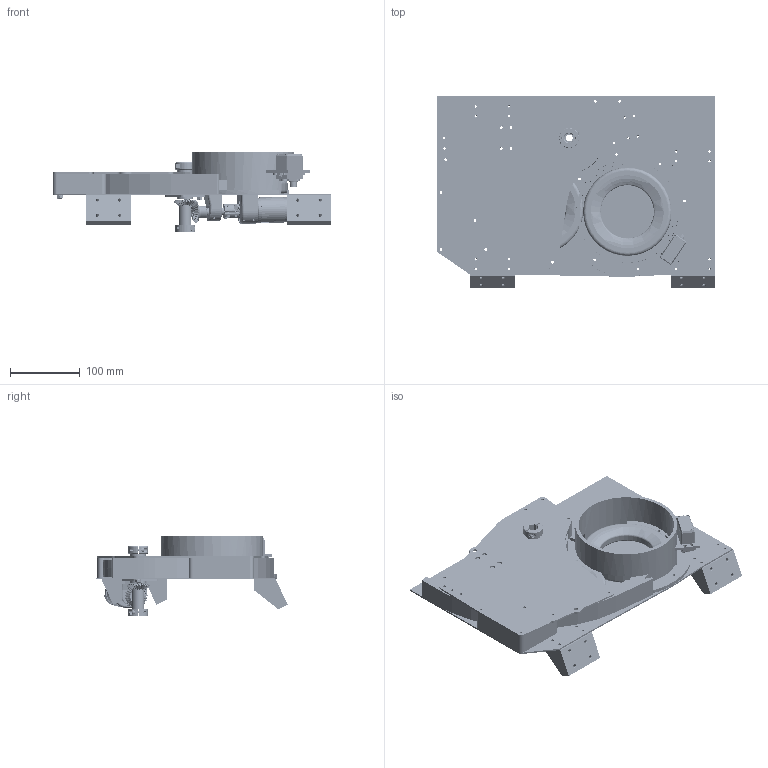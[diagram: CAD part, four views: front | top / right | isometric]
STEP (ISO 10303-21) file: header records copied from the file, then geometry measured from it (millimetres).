
FILE_DESCRIPTION(/* description */ (''),/* implementation_level */ '2;1');
FILE_NAME(/* name */ 'curved shooter plate v61.step',/* time_stamp */ '2021-10-13T23:31:30-05:00',/* author */ (''),/* organization */ (''),/* preprocessor_version */ 'ST-DEVELOPER v18.1',/* originating_system */ 'Autodesk Translation Framework v10.10.0.1391',/* authorisation */ '');
FILE_SCHEMA (('AUTOMOTIVE_DESIGN { 1 0 10303 214 3 1 1 }'));
Length unit declared in the file: millimetre
Products named in the file (37): curved shooter plate; bottom plate; bearing support; am-2647 4inWheel 500 Hex REV2; 4in Wheel Intergreated Hub 500 HEX; 4in Tread; 38 thunderhex; Component35; tall bevel; side bevel; TTB-0013_Balanced Half Inch Hex Shaft Collar; motor plates; shaft supports; 5000-0002-4008; 5000-0002-0117 part; 2107-4008-0001; 4007-4008-4008 assembly; 4007-4008-4008; 2800-0004-0012_90128A207; 2106-4008-0560 assembly; 2106-4008-0560; 2106 Series 8mm REX e-clip; 1611-0514-0008; Component33; Component34; top plate; curve; Component11; Component12; Component13; Component30; 632142; transfer mechanism 3; servo v2; 2000-0025-0002 v1; 1900-0025-0104 v1; am-4300 Ring
Assembly tree (45 placements, depth 4):
  curved shooter plate
    bottom plate
    bearing support
    38 thunderhex  x2
    am-2647 4inWheel 500 Hex REV2
      4in Wheel Intergreated Hub 500 HEX
      4in Tread
    TTB-0013_Balanced Half Inch Hex Shaft Collar  x2
    Component35
    tall bevel
    side bevel
    motor plates
    shaft supports
    5000-0002-4008
      5000-0002-0117 part
      2107-4008-0001
    1611-0514-0008  x2
    4007-4008-4008 assembly
      4007-4008-4008
      2800-0004-0012_90128A207  x4
    2106-4008-0560 assembly
      2106-4008-0560
      2106 Series 8mm REX e-clip
    Component33
    Component34
    top plate
    curve
    Component11
    Component12
    Component13
    Component30
    am-4300 Ring
    632142  x3
    transfer mechanism 3
      servo v2
        2000-0025-0002 v1
        1900-0025-0104 v1
      am-4300 Ring
Bounding box: 399.6 x 274.82 x 114.71 mm (x, y, z)
Volume: 1577272.2 mm3; surface area: 659796.3 mm2
Topology: 60 solids, 64 shells, 3600 faces, 9511 edges, 6108 vertices
Faces by surface type: plane 1119, cylinder 1088, bspline 597, cone 509, torus 279, sphere 8
Full cylindrical faces by diameter (mm): 1 x4, 1.325 x12, 2.184 x8, 2.2 x4, 2.5 x16, 2.821 x3, 2.937 x9, 3 x3, 3.048 x22, 3.091 x64, 3.175 x2, 3.221 x4, 3.26 x2, 3.3 x80, 3.454 x4, 3.505 x12, 3.556 x7, 3.766 x1, 3.8 x4, 3.816 x74, 3.944 x16, 4 x144, 4.039 x6, 4.1 x4, 4.305 x4, 4.5 x4, 4.651 x3, 6 x1, 6.2 x1, 6.858 x4
Entity records: 202044 total; most frequent: CARTESIAN_POINT 126052, ORIENTED_EDGE 16874, DIRECTION 13827, EDGE_CURVE 8437, VERTEX_POINT 5465, AXIS2_PLACEMENT_3D 5119, EDGE_LOOP 3648, LINE 3589
